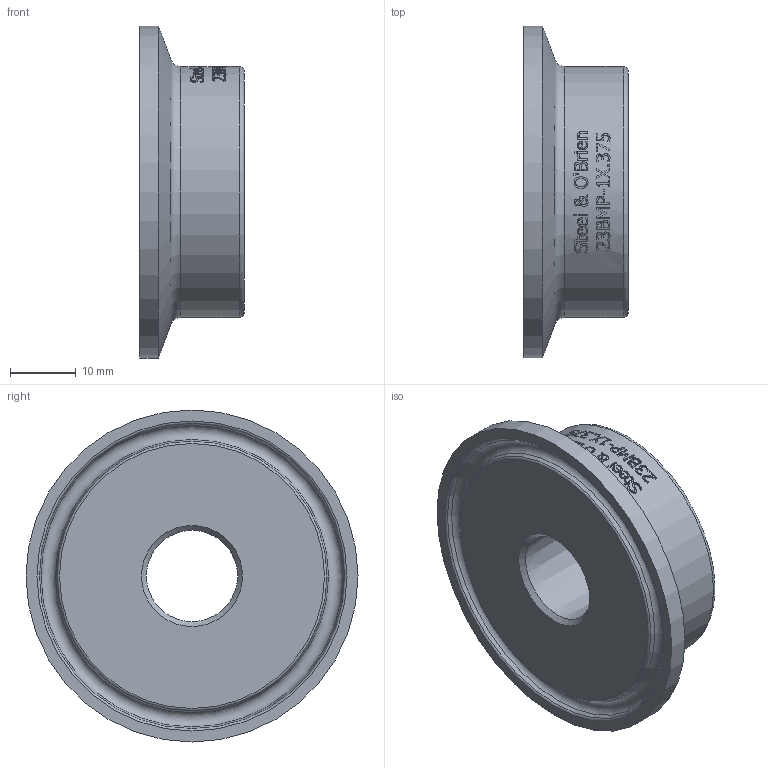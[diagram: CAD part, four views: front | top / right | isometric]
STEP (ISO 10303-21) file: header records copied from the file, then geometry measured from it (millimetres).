
FILE_DESCRIPTION(/* description */ (''),/* implementation_level */ '2;1');
FILE_NAME(/* name */ '23BMP-1X.375.ipt.stp',/* time_stamp */ '2019-05-02T16:15:59-04:00',/* author */ ('Engineering'),/* organization */ (''),/* preprocessor_version */ 'ST-DEVELOPER v15.2',/* originating_system */ 'Autodesk Inventor 2014',/* authorisation */ '');
FILE_SCHEMA (('AUTOMOTIVE_DESIGN { 1 0 10303 214 3 1 1 }'));
Length unit declared in the file: inch
Products named in the file (1): 23BMP-1X.375
Bounding box: 15.88 x 50.39 x 50.39 mm (x, y, z)
Volume: 18423 mm3; surface area: 6312.4 mm2
Topology: 1 solids, 1 shells, 434 faces, 1172 edges, 778 vertices
Faces by surface type: bspline 204, plane 180, cylinder 39, cone 6, torus 5
Full cylindrical faces by diameter (mm): 38.1 x1, 50.394 x1
Entity records: 17398 total; most frequent: CARTESIAN_POINT 7658, ORIENTED_EDGE 2318, DIRECTION 1439, EDGE_CURVE 1159, VERTEX_POINT 778, LINE 525, VECTOR 525, EDGE_LOOP 487
